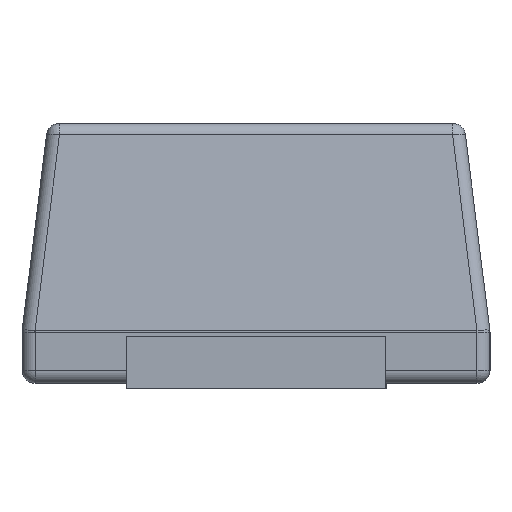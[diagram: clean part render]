
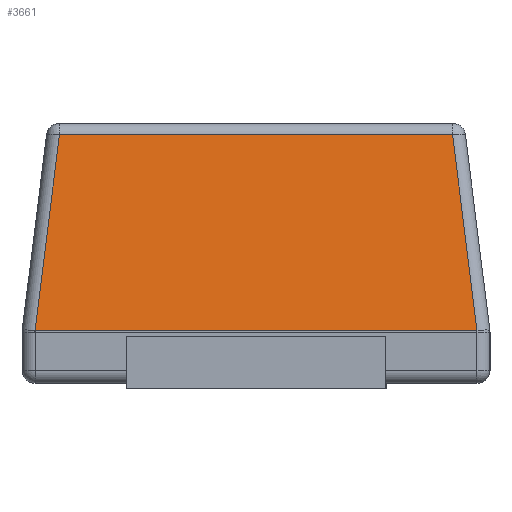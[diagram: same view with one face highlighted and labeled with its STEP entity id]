
A CAD part, left-side view. The second image highlights one B-rep face of the part: STEP entity #3661.
In plain terms, the highlighted planar face has unit normal (-0.992, 0, 0.124).
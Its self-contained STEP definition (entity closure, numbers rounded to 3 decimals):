
#638=FACE_OUTER_BOUND('',#857,.T.);
#857=EDGE_LOOP('',(#3364,#3365,#3366,#3367));
#1117=LINE('',#7258,#1398);
#1126=LINE('',#7282,#1407);
#1129=LINE('',#7286,#1410);
#1136=LINE('',#7297,#1417);
#1398=VECTOR('',#4317,10.);
#1407=VECTOR('',#4350,10.);
#1410=VECTOR('',#4355,10.);
#1417=VECTOR('',#4370,10.);
#1748=VERTEX_POINT('',#7197);
#1753=VERTEX_POINT('',#7212);
#1761=VERTEX_POINT('',#7230);
#1767=VERTEX_POINT('',#7254);
#2278=EDGE_CURVE('',#1767,#1761,#1117,.T.);
#2292=EDGE_CURVE('',#1753,#1767,#1126,.T.);
#2295=EDGE_CURVE('',#1761,#1748,#1129,.T.);
#2302=EDGE_CURVE('',#1748,#1753,#1136,.T.);
#3364=ORIENTED_EDGE('',*,*,#2278,.F.);
#3365=ORIENTED_EDGE('',*,*,#2292,.F.);
#3366=ORIENTED_EDGE('',*,*,#2302,.F.);
#3367=ORIENTED_EDGE('',*,*,#2295,.F.);
#3452=PLANE('',#3823);
#3661=ADVANCED_FACE('',(#638),#3452,.T.);
#3823=AXIS2_PLACEMENT_3D('',#7312,#4392,#4393);
#4317=DIRECTION('',(0.,-1.,0.));
#4350=DIRECTION('',(0.123,-0.123,0.985));
#4355=DIRECTION('',(-0.123,-0.123,-0.985));
#4370=DIRECTION('',(0.,1.,0.));
#4392=DIRECTION('center_axis',(-0.992,0.,0.124));
#4393=DIRECTION('ref_axis',(0.124,0.,0.992));
#7197=CARTESIAN_POINT('',(-1.4,-0.85,0.223));
#7212=CARTESIAN_POINT('',(-1.4,0.85,0.223));
#7230=CARTESIAN_POINT('',(-1.305,-0.756,0.976));
#7254=CARTESIAN_POINT('',(-1.305,0.756,0.976));
#7258=CARTESIAN_POINT('',(-1.305,0.225,0.976));
#7282=CARTESIAN_POINT('',(-1.332,0.783,0.762));
#7286=CARTESIAN_POINT('',(-1.336,-0.786,0.732));
#7297=CARTESIAN_POINT('',(-1.4,0.675,0.223));
#7312=CARTESIAN_POINT('Origin',(-1.35,0.45,0.62));
